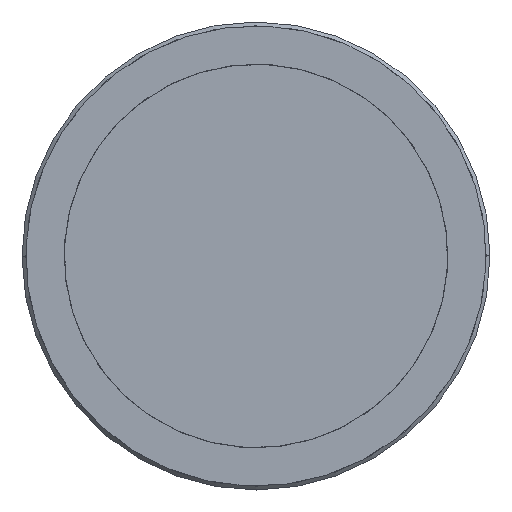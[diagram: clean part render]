
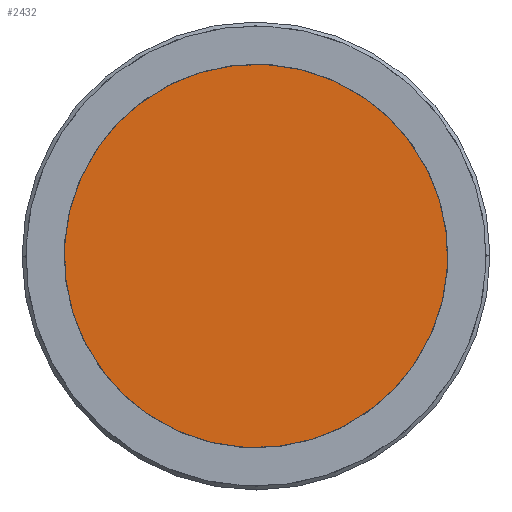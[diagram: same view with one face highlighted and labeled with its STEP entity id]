
A CAD part, left-side view. The second image highlights one B-rep face of the part: STEP entity #2432.
In plain terms, the highlighted planar face has unit normal (-1, 0, 0).
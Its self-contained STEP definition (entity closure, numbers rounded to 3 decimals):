
#82 = ORIENTED_EDGE ( 'NONE', *, *, #5767, .F. ) ;
#274 = DIRECTION ( 'NONE',  ( 1., 0., 0. ) ) ;
#487 = EDGE_CURVE ( 'NONE', #2465, #2775, #2870, .T. ) ;
#744 = PLANE ( 'NONE',  #1449 ) ;
#795 = DIRECTION ( 'NONE',  ( 1., 0., 0. ) ) ;
#847 = DIRECTION ( 'NONE',  ( 0., -0.997, -0.08 ) ) ;
#1198 = CARTESIAN_POINT ( 'NONE',  ( -83.684, 24.92, 1.737 ) ) ;
#1228 = CARTESIAN_POINT ( 'NONE',  ( -83.684, -24.92, -2.263 ) ) ;
#1449 = AXIS2_PLACEMENT_3D ( 'NONE', #5239, #4347, #2508 ) ;
#1972 = ORIENTED_EDGE ( 'NONE', *, *, #487, .F. ) ;
#2432 = ADVANCED_FACE ( 'NONE', ( #5217 ), #744, .F. ) ;
#2465 = VERTEX_POINT ( 'NONE', #1198 ) ;
#2508 = DIRECTION ( 'NONE',  ( 0., -0.997, -0.08 ) ) ;
#2775 = VERTEX_POINT ( 'NONE', #1228 ) ;
#2849 = EDGE_LOOP ( 'NONE', ( #82, #1972 ) ) ;
#2870 = CIRCLE ( 'NONE', #4090, 25. ) ;
#3803 = CARTESIAN_POINT ( 'NONE',  ( -83.684, 0., -0.263 ) ) ;
#4090 = AXIS2_PLACEMENT_3D ( 'NONE', #4418, #795, #847 ) ;
#4258 = DIRECTION ( 'NONE',  ( 0., -0.997, -0.08 ) ) ;
#4341 = CIRCLE ( 'NONE', #4573, 25. ) ;
#4347 = DIRECTION ( 'NONE',  ( 1., 0., 0. ) ) ;
#4418 = CARTESIAN_POINT ( 'NONE',  ( -83.684, 0., -0.263 ) ) ;
#4573 = AXIS2_PLACEMENT_3D ( 'NONE', #3803, #274, #4258 ) ;
#5217 = FACE_OUTER_BOUND ( 'NONE', #2849, .T. ) ;
#5239 = CARTESIAN_POINT ( 'NONE',  ( -83.684, 0., -0.263 ) ) ;
#5767 = EDGE_CURVE ( 'NONE', #2775, #2465, #4341, .T. ) ;
